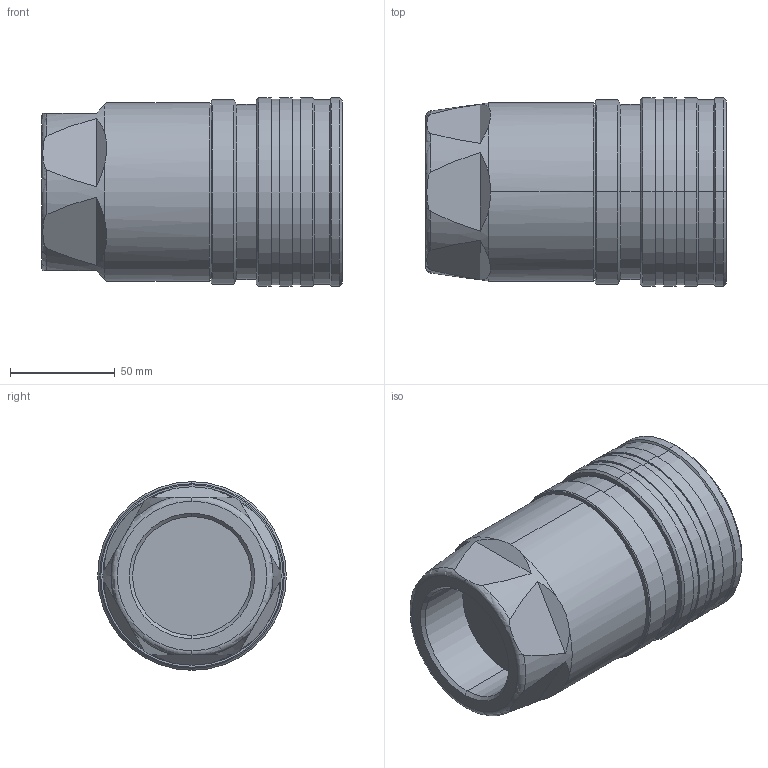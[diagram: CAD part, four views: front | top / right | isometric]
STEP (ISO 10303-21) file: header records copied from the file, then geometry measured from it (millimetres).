
FILE_DESCRIPTION (( 'STEP AP214' ), '1' );
FILE_NAME ('20010-QC.STEP', '2015-09-04T09:31:18', ( 'admin' ), ( 'Microsoft' ), 'SwSTEP 2.0', 'SolidWorks 2009', '' );
FILE_SCHEMA (( 'AUTOMOTIVE_DESIGN' ));
Length unit declared in the file: millimetre
Products named in the file (1): 20010-QC
Bounding box: 143.5 x 90 x 90 mm (x, y, z)
Volume: 568478.9 mm3; surface area: 89995.6 mm2
Topology: 1 solids, 1 shells, 142 faces, 304 edges, 183 vertices
Faces by surface type: cone 48, cylinder 44, plane 34, torus 16
Entity records: 4665 total; most frequent: CARTESIAN_POINT 1028, DIRECTION 718, ORIENTED_EDGE 604, AXIS2_PLACEMENT_3D 313, EDGE_CURVE 302, VERTEX_POINT 183, CIRCLE 170, EDGE_LOOP 163
